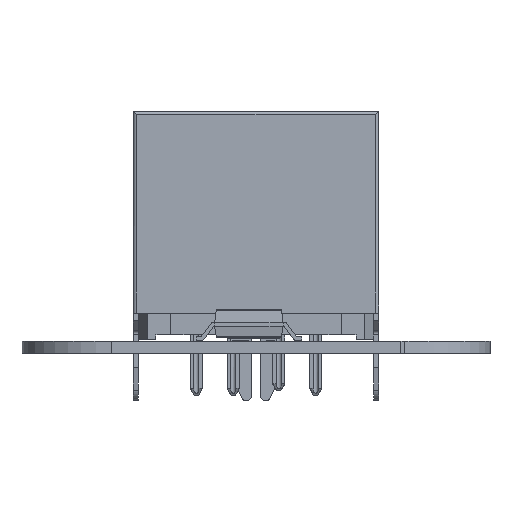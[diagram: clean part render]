
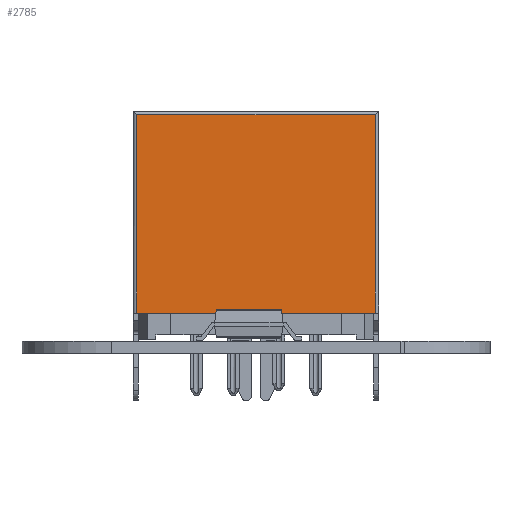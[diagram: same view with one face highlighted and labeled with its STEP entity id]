
A CAD part, front view. The second image highlights one B-rep face of the part: STEP entity #2785.
In plain terms, the highlighted face is planar.
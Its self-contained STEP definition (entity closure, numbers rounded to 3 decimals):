
#2785 = ADVANCED_FACE('',(#2786),#2820,.F.);
#2786 = FACE_BOUND('',#2787,.T.);
#2787 = EDGE_LOOP('',(#2788,#2798,#2806,#2814));
#2788 = ORIENTED_EDGE('',*,*,#2789,.T.);
#2789 = EDGE_CURVE('',#2790,#2792,#2794,.T.);
#2790 = VERTEX_POINT('',#2791);
#2791 = CARTESIAN_POINT('',(-6.8,12.55,-12.9));
#2792 = VERTEX_POINT('',#2793);
#2793 = CARTESIAN_POINT('',(6.8,12.55,-12.9));
#2794 = LINE('',#2795,#2796);
#2795 = CARTESIAN_POINT('',(7.,12.55,-12.9));
#2796 = VECTOR('',#2797,1.);
#2797 = DIRECTION('',(1.,0.,-0.));
#2798 = ORIENTED_EDGE('',*,*,#2799,.T.);
#2799 = EDGE_CURVE('',#2792,#2800,#2802,.T.);
#2800 = VERTEX_POINT('',#2801);
#2801 = CARTESIAN_POINT('',(6.8,1.25,-12.9));
#2802 = LINE('',#2803,#2804);
#2803 = CARTESIAN_POINT('',(6.8,1.25,-12.9));
#2804 = VECTOR('',#2805,1.);
#2805 = DIRECTION('',(0.,-1.,-0.));
#2806 = ORIENTED_EDGE('',*,*,#2807,.F.);
#2807 = EDGE_CURVE('',#2808,#2800,#2810,.T.);
#2808 = VERTEX_POINT('',#2809);
#2809 = CARTESIAN_POINT('',(-6.8,1.25,-12.9));
#2810 = LINE('',#2811,#2812);
#2811 = CARTESIAN_POINT('',(7.,1.25,-12.9));
#2812 = VECTOR('',#2813,1.);
#2813 = DIRECTION('',(1.,-0.,-0.));
#2814 = ORIENTED_EDGE('',*,*,#2815,.T.);
#2815 = EDGE_CURVE('',#2808,#2790,#2816,.T.);
#2816 = LINE('',#2817,#2818);
#2817 = CARTESIAN_POINT('',(-6.8,12.75,-12.9));
#2818 = VECTOR('',#2819,1.);
#2819 = DIRECTION('',(0.,1.,-0.));
#2820 = PLANE('',#2821);
#2821 = AXIS2_PLACEMENT_3D('',#2822,#2823,#2824);
#2822 = CARTESIAN_POINT('',(0.,0.,-12.9));
#2823 = DIRECTION('',(-0.,0.,1.));
#2824 = DIRECTION('',(1.,0.,0.));
